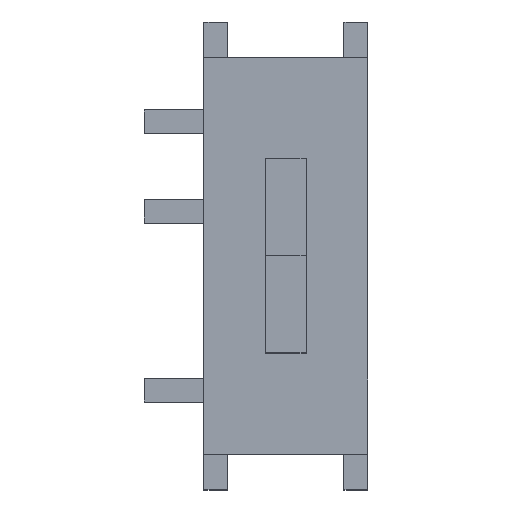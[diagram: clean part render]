
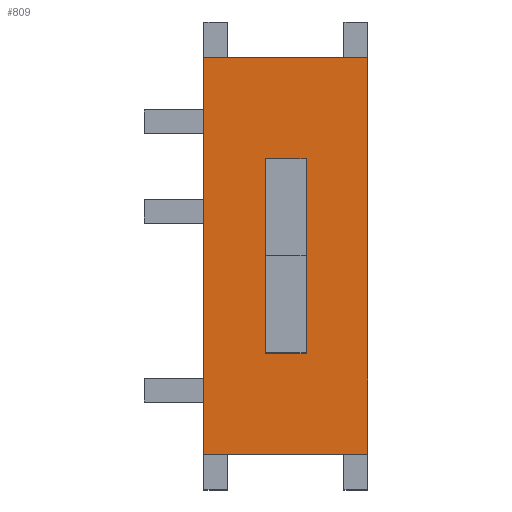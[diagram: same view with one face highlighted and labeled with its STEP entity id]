
A CAD part, top view. The second image highlights one B-rep face of the part: STEP entity #809.
In plain terms, the highlighted planar face has unit normal (0, 0, 1).
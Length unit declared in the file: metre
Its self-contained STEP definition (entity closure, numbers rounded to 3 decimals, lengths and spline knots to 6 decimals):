
#72=ORIENTED_EDGE('',*,*,#290,.F.);
#73=ORIENTED_EDGE('',*,*,#291,.T.);
#74=ORIENTED_EDGE('',*,*,#279,.T.);
#75=ORIENTED_EDGE('',*,*,#292,.F.);
#76=ORIENTED_EDGE('',*,*,#293,.F.);
#77=ORIENTED_EDGE('',*,*,#294,.T.);
#78=ORIENTED_EDGE('',*,*,#295,.T.);
#79=ORIENTED_EDGE('',*,*,#284,.T.);
#80=ORIENTED_EDGE('',*,*,#296,.F.);
#81=ORIENTED_EDGE('',*,*,#281,.F.);
#279=EDGE_CURVE('',#382,#389,#463,.T.);
#281=EDGE_CURVE('',#390,#392,#465,.T.);
#284=EDGE_CURVE('',#394,#395,#468,.T.);
#290=EDGE_CURVE('',#398,#399,#474,.T.);
#291=EDGE_CURVE('',#398,#382,#475,.T.);
#292=EDGE_CURVE('',#399,#389,#476,.T.);
#293=EDGE_CURVE('',#400,#390,#477,.T.);
#294=EDGE_CURVE('',#400,#401,#478,.T.);
#295=EDGE_CURVE('',#401,#394,#479,.T.);
#296=EDGE_CURVE('',#392,#395,#480,.T.);
#382=VERTEX_POINT('',#1305);
#389=VERTEX_POINT('',#1318);
#390=VERTEX_POINT('',#1322);
#392=VERTEX_POINT('',#1325);
#394=VERTEX_POINT('',#1331);
#395=VERTEX_POINT('',#1332);
#398=VERTEX_POINT('',#1343);
#399=VERTEX_POINT('',#1344);
#400=VERTEX_POINT('',#1348);
#401=VERTEX_POINT('',#1350);
#463=LINE('',#1319,#569);
#465=LINE('',#1324,#571);
#468=LINE('',#1330,#574);
#474=LINE('',#1342,#580);
#475=LINE('',#1345,#581);
#476=LINE('',#1346,#582);
#477=LINE('',#1347,#583);
#478=LINE('',#1349,#584);
#479=LINE('',#1351,#585);
#480=LINE('',#1352,#586);
#569=VECTOR('',#1111,1.);
#571=VECTOR('',#1115,1.);
#574=VECTOR('',#1120,1.);
#580=VECTOR('',#1130,1.);
#581=VECTOR('',#1131,1.);
#582=VECTOR('',#1132,1.);
#583=VECTOR('',#1133,1.);
#584=VECTOR('',#1134,1.);
#585=VECTOR('',#1135,1.);
#586=VECTOR('',#1136,1.);
#672=EDGE_LOOP('',(#72,#73,#74,#75));
#673=EDGE_LOOP('',(#76,#77,#78,#79,#80,#81));
#720=FACE_BOUND('',#672,.T.);
#721=FACE_BOUND('',#673,.T.);
#768=PLANE('',#1057);
#809=ADVANCED_FACE('',(#720,#721),#768,.T.);
#1057=AXIS2_PLACEMENT_3D('',#1341,#1128,#1129);
#1111=DIRECTION('',(-1.,0.,0.));
#1115=DIRECTION('',(0.,1.,0.));
#1120=DIRECTION('',(0.,1.,0.));
#1128=DIRECTION('',(0.,0.,1.));
#1129=DIRECTION('',(1.,0.,0.));
#1130=DIRECTION('',(-1.,0.,0.));
#1131=DIRECTION('',(0.,1.,0.));
#1132=DIRECTION('',(0.,1.,0.));
#1133=DIRECTION('',(0.,1.,0.));
#1134=DIRECTION('',(-1.,0.,0.));
#1135=DIRECTION('',(0.,1.,0.));
#1136=DIRECTION('',(-1.,0.,0.));
#1305=CARTESIAN_POINT('',(0.001375,0.003325,0.0014));
#1318=CARTESIAN_POINT('',(-0.001375,0.003325,0.0014));
#1319=CARTESIAN_POINT('',(0.,0.003325,0.0014));
#1322=CARTESIAN_POINT('',(0.00034,0.,0.0014));
#1324=CARTESIAN_POINT('',(0.00034,0.,0.0014));
#1325=CARTESIAN_POINT('',(0.00034,0.00163,0.0014));
#1330=CARTESIAN_POINT('',(-0.00034,0.,0.0014));
#1331=CARTESIAN_POINT('',(-0.00034,0.,0.0014));
#1332=CARTESIAN_POINT('',(-0.00034,0.00163,0.0014));
#1341=CARTESIAN_POINT('',(0.,0.,0.0014));
#1342=CARTESIAN_POINT('',(0.,-0.003325,0.0014));
#1343=CARTESIAN_POINT('',(0.001375,-0.003325,0.0014));
#1344=CARTESIAN_POINT('',(-0.001375,-0.003325,0.0014));
#1345=CARTESIAN_POINT('',(0.001375,0.,0.0014));
#1346=CARTESIAN_POINT('',(-0.001375,0.,0.0014));
#1347=CARTESIAN_POINT('',(0.00034,0.,0.0014));
#1348=CARTESIAN_POINT('',(0.00034,-0.00163,0.0014));
#1349=CARTESIAN_POINT('',(0.,-0.00163,0.0014));
#1350=CARTESIAN_POINT('',(-0.00034,-0.00163,0.0014));
#1351=CARTESIAN_POINT('',(-0.00034,0.,0.0014));
#1352=CARTESIAN_POINT('',(0.,0.00163,0.0014));
